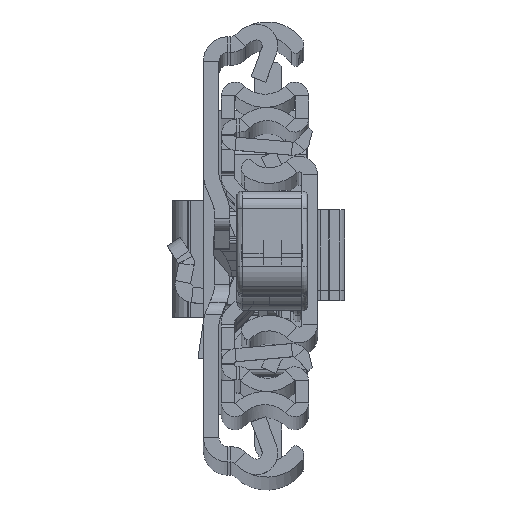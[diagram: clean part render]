
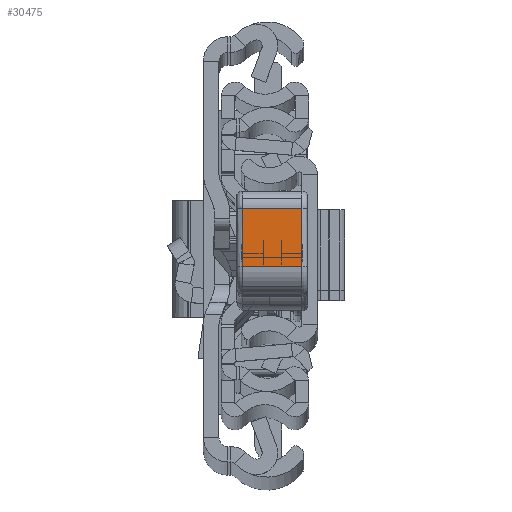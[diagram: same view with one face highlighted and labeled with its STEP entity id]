
A CAD part, top view. The second image highlights one B-rep face of the part: STEP entity #30475.
In plain terms, the highlighted face is planar.
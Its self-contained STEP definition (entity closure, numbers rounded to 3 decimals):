
#274 = VERTEX_POINT ( 'NONE', #13269 ) ;
#1708 = DIRECTION ( 'NONE',  ( 0., 0., 1. ) ) ;
#2372 = ORIENTED_EDGE ( 'NONE', *, *, #14203, .F. ) ;
#2989 = VECTOR ( 'NONE', #12698, 1000. ) ;
#2994 = LINE ( 'NONE', #17198, #22806 ) ;
#7348 = PLANE ( 'NONE',  #17525 ) ;
#9411 = DIRECTION ( 'NONE',  ( -0.027, -1., 0. ) ) ;
#11293 = EDGE_LOOP ( 'NONE', ( #34213, #2372, #28063, #23103 ) ) ;
#11388 = VERTEX_POINT ( 'NONE', #25505 ) ;
#12492 = CARTESIAN_POINT ( 'NONE',  ( 39.55, -12.274, -10. ) ) ;
#12698 = DIRECTION ( 'NONE',  ( 0., 0., -1. ) ) ;
#13269 = CARTESIAN_POINT ( 'NONE',  ( 39.818, -2.465, -10. ) ) ;
#14203 = EDGE_CURVE ( 'NONE', #274, #36038, #18798, .T. ) ;
#14424 = EDGE_CURVE ( 'NONE', #36038, #11388, #19767, .T. ) ;
#15790 = DIRECTION ( 'NONE',  ( -0.027, -1., 0. ) ) ;
#15958 = VECTOR ( 'NONE', #1708, 1000. ) ;
#17198 = CARTESIAN_POINT ( 'NONE',  ( 39.55, -12.274, 0. ) ) ;
#17525 = AXIS2_PLACEMENT_3D ( 'NONE', #19233, #28082, #15790 ) ;
#17957 = DIRECTION ( 'NONE',  ( 0.027, 1., 0. ) ) ;
#18457 = LINE ( 'NONE', #30166, #2989 ) ;
#18688 = EDGE_CURVE ( 'NONE', #36819, #274, #18457, .T. ) ;
#18798 = LINE ( 'NONE', #12492, #29431 ) ;
#19233 = CARTESIAN_POINT ( 'NONE',  ( 39.55, -12.274, -11. ) ) ;
#19767 = LINE ( 'NONE', #28423, #15958 ) ;
#21787 = EDGE_CURVE ( 'NONE', #11388, #36819, #2994, .T. ) ;
#22506 = FACE_OUTER_BOUND ( 'NONE', #11293, .T. ) ;
#22806 = VECTOR ( 'NONE', #17957, 1000. ) ;
#23103 = ORIENTED_EDGE ( 'NONE', *, *, #21787, .F. ) ;
#25505 = CARTESIAN_POINT ( 'NONE',  ( 39.55, -12.274, 0. ) ) ;
#26268 = CARTESIAN_POINT ( 'NONE',  ( 39.55, -12.274, -10. ) ) ;
#27908 = CARTESIAN_POINT ( 'NONE',  ( 39.818, -2.465, 0. ) ) ;
#28063 = ORIENTED_EDGE ( 'NONE', *, *, #18688, .F. ) ;
#28082 = DIRECTION ( 'NONE',  ( -1., 0.027, 0. ) ) ;
#28423 = CARTESIAN_POINT ( 'NONE',  ( 39.55, -12.274, -11. ) ) ;
#29431 = VECTOR ( 'NONE', #9411, 1000. ) ;
#30166 = CARTESIAN_POINT ( 'NONE',  ( 39.818, -2.465, -11. ) ) ;
#30475 = ADVANCED_FACE ( 'NONE', ( #22506 ), #7348, .F. ) ;
#34213 = ORIENTED_EDGE ( 'NONE', *, *, #14424, .F. ) ;
#36038 = VERTEX_POINT ( 'NONE', #26268 ) ;
#36819 = VERTEX_POINT ( 'NONE', #27908 ) ;
